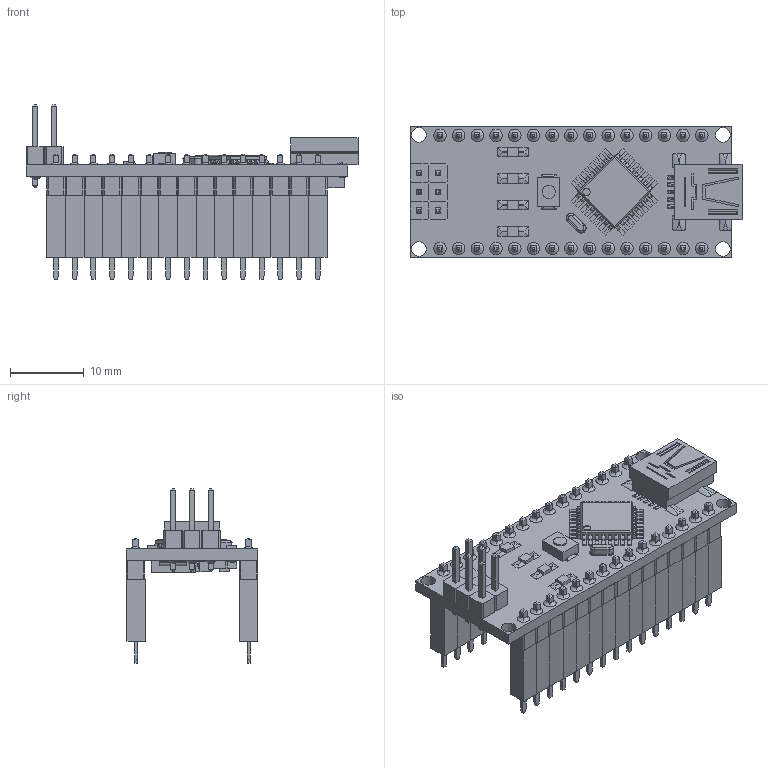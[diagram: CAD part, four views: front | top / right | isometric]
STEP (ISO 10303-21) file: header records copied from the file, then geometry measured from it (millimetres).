
FILE_DESCRIPTION(/* description */ (''),/* implementation_level */ '2;1');
FILE_NAME(/* name */ 'Arduino Nano + Headers Hembra.step',/* time_stamp */ '2019-09-24T14:21:57-05:00',/* author */ (''),/* organization */ (''),/* preprocessor_version */ 'ST-DEVELOPER v18',/* originating_system */ 'Autodesk Translation Framework v8.6.0.1094',/* authorisation */ '');
FILE_SCHEMA (('AUTOMOTIVE_DESIGN { 1 0 10303 214 3 1 1 }'));
Length unit declared in the file: millimetre
Products named in the file (29): Arduino Nano + Headers Hembra; PCB; TopFace; switch; Leds; Led; Led (1); PinEnd; chip1; USB; Crystal; BottomFace; PinRow2; Pin (1); PinRow1; Pin; Resistors; Res; caps; cap; Chip; respacks; respack; diode; vreg; Headers; Header Female 15 v1; Header Female 15 v1 (1); HF1
Assembly tree (99 placements, depth 5):
  Arduino Nano + Headers Hembra
    PCB
      TopFace
        switch
        Leds
          Led  x3
          Led (1)
        PinEnd
          Pin  x6
        chip1
        USB
        Crystal
      BottomFace
        PinRow2
          Pin (1)  x15
        PinRow1
          Pin  x15
        Resistors
          Res  x5
        caps
          cap  x2
        Chip
        respacks
          respack  x2
        diode
        vreg
    Headers
      Header Female 15 v1
        HF1  x15
      Header Female 15 v1 (1)
        HF1  x15
Bounding box: 45.1 x 17.9 x 23.75 mm (x, y, z)
Volume: 3175.4 mm3; surface area: 11117.4 mm2
Topology: 322 solids, 322 shells, 3213 faces, 7534 edges, 4932 vertices
Faces by surface type: plane 2785, cylinder 304, bspline 86, cone 36, torus 2
Full cylindrical faces by diameter (mm): 0.997 x1, 1 x1, 1.8 x1, 2 x4
Entity records: 36757 total; most frequent: CARTESIAN_POINT 8068, DIRECTION 5702, ORIENTED_EDGE 5568, EDGE_CURVE 2784, LINE 2242, VECTOR 2242, VERTEX_POINT 1850, AXIS2_PLACEMENT_3D 1730
